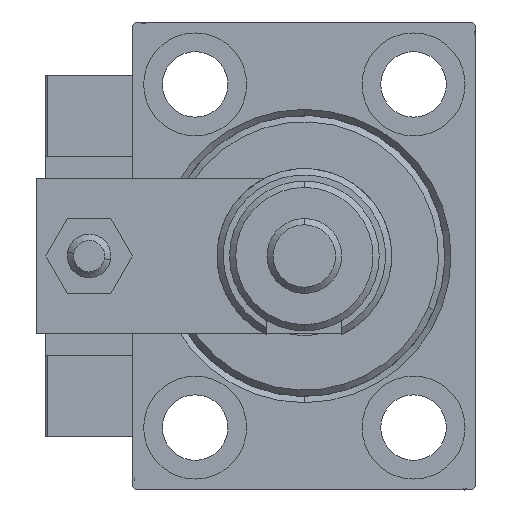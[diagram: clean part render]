
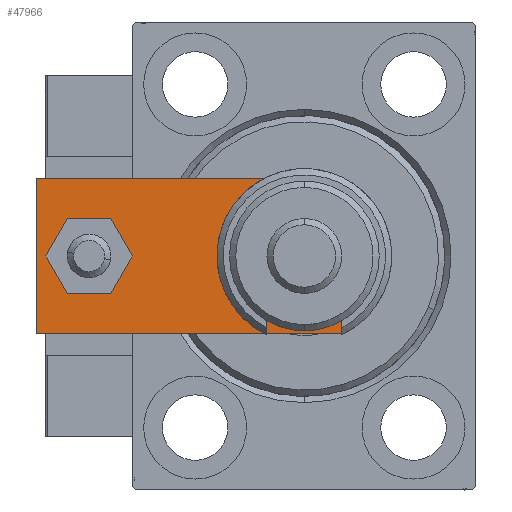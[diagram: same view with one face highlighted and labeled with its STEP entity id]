
A CAD part, left-side view. The second image highlights one B-rep face of the part: STEP entity #47966.
In plain terms, the highlighted face is planar.
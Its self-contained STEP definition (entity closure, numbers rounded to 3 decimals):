
#684 = CARTESIAN_POINT ( 'NONE',  ( 6.84, 0., 6. ) ) ;
#2055 = DIRECTION ( 'NONE',  ( 1., 0., 0. ) ) ;
#2254 = CARTESIAN_POINT ( 'NONE',  ( -4., 46.5, 6. ) ) ;
#2284 = EDGE_CURVE ( 'NONE', #40112, #31827, #36791, .T. ) ;
#2340 = LINE ( 'NONE', #18658, #34173 ) ;
#2776 = VERTEX_POINT ( 'NONE', #43115 ) ;
#2971 = DIRECTION ( 'NONE',  ( 1., 0., 0. ) ) ;
#3408 = EDGE_LOOP ( 'NONE', ( #47187, #16301, #6805, #34983, #52838, #41457 ) ) ;
#3886 = VERTEX_POINT ( 'NONE', #32649 ) ;
#6068 = CARTESIAN_POINT ( 'NONE',  ( 0., 46.5, 6. ) ) ;
#6120 = EDGE_CURVE ( 'NONE', #49796, #41119, #38300, .T. ) ;
#6530 = CIRCLE ( 'NONE', #52734, 8.25 ) ;
#6728 = DIRECTION ( 'NONE',  ( 0., 0., 1. ) ) ;
#6805 = ORIENTED_EDGE ( 'NONE', *, *, #8050, .T. ) ;
#7914 = LINE ( 'NONE', #20744, #19182 ) ;
#8050 = EDGE_CURVE ( 'NONE', #21021, #40112, #44026, .T. ) ;
#8348 = CARTESIAN_POINT ( 'NONE',  ( -12.5, 55., 6. ) ) ;
#8794 = ORIENTED_EDGE ( 'NONE', *, *, #15979, .F. ) ;
#9305 = CIRCLE ( 'NONE', #30672, 4. ) ;
#9761 = CARTESIAN_POINT ( 'NONE',  ( -12.5, 55., 6. ) ) ;
#9764 = CARTESIAN_POINT ( 'NONE',  ( -6.84, 0., 6. ) ) ;
#10695 = FACE_OUTER_BOUND ( 'NONE', #3408, .T. ) ;
#11256 = CARTESIAN_POINT ( 'NONE',  ( 0., 12., 6. ) ) ;
#12168 = CIRCLE ( 'NONE', #32688, 4. ) ;
#13298 = ORIENTED_EDGE ( 'NONE', *, *, #30164, .F. ) ;
#13503 = CARTESIAN_POINT ( 'NONE',  ( -8.25, 12., 6. ) ) ;
#13968 = VERTEX_POINT ( 'NONE', #9761 ) ;
#15979 = EDGE_CURVE ( 'NONE', #42948, #27365, #9305, .T. ) ;
#16301 = ORIENTED_EDGE ( 'NONE', *, *, #39429, .T. ) ;
#16445 = DIRECTION ( 'NONE',  ( 0.707, 0.707, 0. ) ) ;
#18177 = ORIENTED_EDGE ( 'NONE', *, *, #6120, .F. ) ;
#18641 = DIRECTION ( 'NONE',  ( 0., 0., 1. ) ) ;
#18658 = CARTESIAN_POINT ( 'NONE',  ( 12.5, 55., 6. ) ) ;
#18730 = FACE_BOUND ( 'NONE', #42277, .T. ) ;
#18756 = CARTESIAN_POINT ( 'NONE',  ( 0., 12., 6. ) ) ;
#19182 = VECTOR ( 'NONE', #44615, 1000. ) ;
#20183 = CARTESIAN_POINT ( 'NONE',  ( 3.42, -3.42, 6. ) ) ;
#20393 = EDGE_LOOP ( 'NONE', ( #13298, #8794 ) ) ;
#20744 = CARTESIAN_POINT ( 'NONE',  ( 12.5, 0., 6. ) ) ;
#20982 = CARTESIAN_POINT ( 'NONE',  ( 8.25, 12., 6. ) ) ;
#21021 = VERTEX_POINT ( 'NONE', #9764 ) ;
#21045 = VECTOR ( 'NONE', #51931, 1000. ) ;
#22506 = EDGE_CURVE ( 'NONE', #2776, #13968, #2340, .T. ) ;
#23524 = ORIENTED_EDGE ( 'NONE', *, *, #52055, .F. ) ;
#23644 = DIRECTION ( 'NONE',  ( 1., 0., 0. ) ) ;
#24576 = VECTOR ( 'NONE', #23644, 1000. ) ;
#24677 = DIRECTION ( 'NONE',  ( 0., -1., 0. ) ) ;
#26075 = AXIS2_PLACEMENT_3D ( 'NONE', #43377, #47391, #26756 ) ;
#26685 = DIRECTION ( 'NONE',  ( 1., 0., 0. ) ) ;
#26756 = DIRECTION ( 'NONE',  ( 1., 0., 0. ) ) ;
#27270 = LINE ( 'NONE', #42815, #21045 ) ;
#27365 = VERTEX_POINT ( 'NONE', #2254 ) ;
#30164 = EDGE_CURVE ( 'NONE', #27365, #42948, #12168, .T. ) ;
#30672 = AXIS2_PLACEMENT_3D ( 'NONE', #6068, #18641, #2055 ) ;
#31051 = PLANE ( 'NONE',  #26075 ) ;
#31271 = VECTOR ( 'NONE', #24677, 1000. ) ;
#31827 = VERTEX_POINT ( 'NONE', #42663 ) ;
#32649 = CARTESIAN_POINT ( 'NONE',  ( -12.5, 5.66, 6. ) ) ;
#32688 = AXIS2_PLACEMENT_3D ( 'NONE', #46526, #47064, #26685 ) ;
#33866 = VECTOR ( 'NONE', #16445, 1000. ) ;
#34173 = VECTOR ( 'NONE', #34453, 1000. ) ;
#34453 = DIRECTION ( 'NONE',  ( -1., 0., 0. ) ) ;
#34983 = ORIENTED_EDGE ( 'NONE', *, *, #2284, .T. ) ;
#35635 = EDGE_CURVE ( 'NONE', #31827, #2776, #7914, .T. ) ;
#36791 = LINE ( 'NONE', #20183, #33866 ) ;
#38072 = EDGE_CURVE ( 'NONE', #13968, #3886, #45042, .T. ) ;
#38300 = CIRCLE ( 'NONE', #46757, 8.25 ) ;
#39429 = EDGE_CURVE ( 'NONE', #3886, #21021, #27270, .T. ) ;
#40112 = VERTEX_POINT ( 'NONE', #684 ) ;
#41119 = VERTEX_POINT ( 'NONE', #13503 ) ;
#41457 = ORIENTED_EDGE ( 'NONE', *, *, #22506, .T. ) ;
#42277 = EDGE_LOOP ( 'NONE', ( #23524, #18177 ) ) ;
#42663 = CARTESIAN_POINT ( 'NONE',  ( 12.5, 5.66, 6. ) ) ;
#42815 = CARTESIAN_POINT ( 'NONE',  ( -3.42, -3.42, 6. ) ) ;
#42948 = VERTEX_POINT ( 'NONE', #44755 ) ;
#43115 = CARTESIAN_POINT ( 'NONE',  ( 12.5, 55., 6. ) ) ;
#43377 = CARTESIAN_POINT ( 'NONE',  ( 0., 0., 6. ) ) ;
#43674 = DIRECTION ( 'NONE',  ( 1., 0., 0. ) ) ;
#44026 = LINE ( 'NONE', #47500, #24576 ) ;
#44615 = DIRECTION ( 'NONE',  ( 0., 1., 0. ) ) ;
#44755 = CARTESIAN_POINT ( 'NONE',  ( 4., 46.5, 6. ) ) ;
#45042 = LINE ( 'NONE', #8348, #31271 ) ;
#46526 = CARTESIAN_POINT ( 'NONE',  ( 0., 46.5, 6. ) ) ;
#46592 = FACE_BOUND ( 'NONE', #20393, .T. ) ;
#46757 = AXIS2_PLACEMENT_3D ( 'NONE', #11256, #6728, #2971 ) ;
#47064 = DIRECTION ( 'NONE',  ( 0., 0., 1. ) ) ;
#47187 = ORIENTED_EDGE ( 'NONE', *, *, #38072, .T. ) ;
#47391 = DIRECTION ( 'NONE',  ( 0., 0., 1. ) ) ;
#47500 = CARTESIAN_POINT ( 'NONE',  ( -12.5, 0., 6. ) ) ;
#47966 = ADVANCED_FACE ( 'NONE', ( #46592, #10695, #18730 ), #31051, .T. ) ;
#49796 = VERTEX_POINT ( 'NONE', #20982 ) ;
#51451 = DIRECTION ( 'NONE',  ( 0., 0., 1. ) ) ;
#51931 = DIRECTION ( 'NONE',  ( 0.707, -0.707, 0. ) ) ;
#52055 = EDGE_CURVE ( 'NONE', #41119, #49796, #6530, .T. ) ;
#52734 = AXIS2_PLACEMENT_3D ( 'NONE', #18756, #51451, #43674 ) ;
#52838 = ORIENTED_EDGE ( 'NONE', *, *, #35635, .T. ) ;
